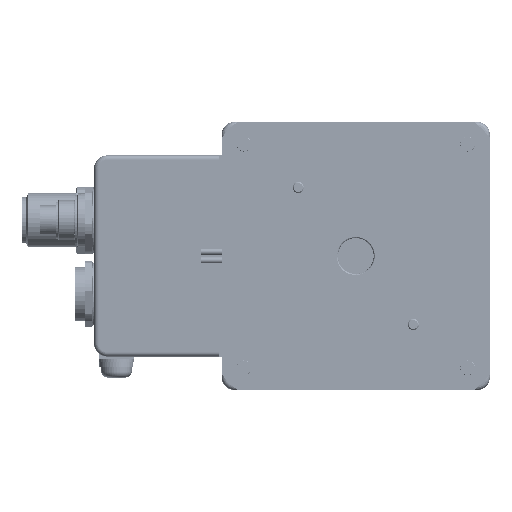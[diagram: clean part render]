
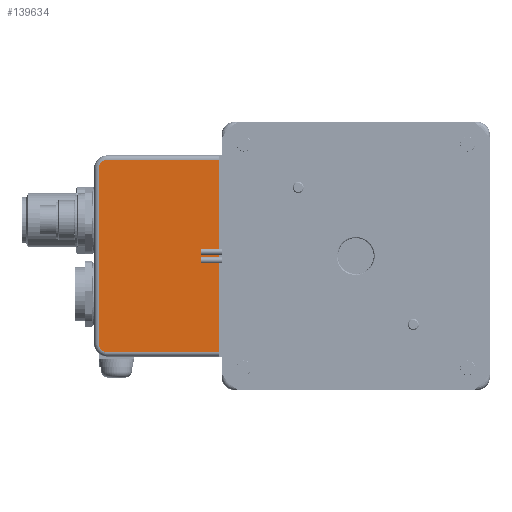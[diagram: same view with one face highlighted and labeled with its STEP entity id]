
A CAD part, left-side view. The second image highlights one B-rep face of the part: STEP entity #139634.
In plain terms, the highlighted planar face has unit normal (-1, 0, 0).
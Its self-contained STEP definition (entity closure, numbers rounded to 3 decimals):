
#2330 = LINE ( 'NONE', #176688, #119939 ) ;
#2695 = CARTESIAN_POINT ( 'NONE',  ( -47., 60.5, -8.5 ) ) ;
#3830 = VERTEX_POINT ( 'NONE', #2695 ) ;
#4063 = DIRECTION ( 'NONE',  ( -1., 0., 0. ) ) ;
#5732 = EDGE_CURVE ( 'NONE', #56414, #173833, #26928, .T. ) ;
#10489 = CARTESIAN_POINT ( 'NONE',  ( -47., 60.5, -51.5 ) ) ;
#12732 = ORIENTED_EDGE ( 'NONE', *, *, #66989, .T. ) ;
#14210 = DIRECTION ( 'NONE',  ( -1., 0., 0. ) ) ;
#14935 = CARTESIAN_POINT ( 'NONE',  ( -47., 0., -51.5 ) ) ;
#15335 = EDGE_CURVE ( 'NONE', #159842, #23630, #107049, .T. ) ;
#18179 = VECTOR ( 'NONE', #55330, 1000. ) ;
#23137 = ORIENTED_EDGE ( 'NONE', *, *, #168342, .T. ) ;
#23630 = VERTEX_POINT ( 'NONE', #92309 ) ;
#26928 = LINE ( 'NONE', #14935, #123072 ) ;
#27318 = CARTESIAN_POINT ( 'NONE',  ( -47., 60.5, 0. ) ) ;
#31996 = VERTEX_POINT ( 'NONE', #75105 ) ;
#32100 = VECTOR ( 'NONE', #40130, 1000. ) ;
#33033 = AXIS2_PLACEMENT_3D ( 'NONE', #151018, #14210, #160042 ) ;
#37372 = EDGE_CURVE ( 'NONE', #23630, #56414, #122880, .T. ) ;
#40130 = DIRECTION ( 'NONE',  ( 0., 0., -1. ) ) ;
#55330 = DIRECTION ( 'NONE',  ( 0., 0., -1. ) ) ;
#56414 = VERTEX_POINT ( 'NONE', #93973 ) ;
#57326 = AXIS2_PLACEMENT_3D ( 'NONE', #73247, #4063, #155202 ) ;
#63657 = DIRECTION ( 'NONE',  ( 0., 0., -1. ) ) ;
#65189 = CARTESIAN_POINT ( 'NONE',  ( -47., 87.5, 0. ) ) ;
#66989 = EDGE_CURVE ( 'NONE', #3830, #31996, #2330, .T. ) ;
#73247 = CARTESIAN_POINT ( 'NONE',  ( -47., 85.5, -49.5 ) ) ;
#75105 = CARTESIAN_POINT ( 'NONE',  ( -47., 85.5, -8.5 ) ) ;
#81190 = ORIENTED_EDGE ( 'NONE', *, *, #15335, .T. ) ;
#86486 = ORIENTED_EDGE ( 'NONE', *, *, #5732, .T. ) ;
#92309 = CARTESIAN_POINT ( 'NONE',  ( -47., 87.5, -49.5 ) ) ;
#92322 = ORIENTED_EDGE ( 'NONE', *, *, #109466, .F. ) ;
#93973 = CARTESIAN_POINT ( 'NONE',  ( -47., 85.5, -51.5 ) ) ;
#96182 = DIRECTION ( 'NONE',  ( 0., -1., 0. ) ) ;
#100119 = CARTESIAN_POINT ( 'NONE',  ( -47., 87.5, -10.5 ) ) ;
#107049 = LINE ( 'NONE', #65189, #32100 ) ;
#109056 = DIRECTION ( 'NONE',  ( 0., 1., 0. ) ) ;
#109466 = EDGE_CURVE ( 'NONE', #3830, #173833, #152909, .T. ) ;
#109807 = FACE_OUTER_BOUND ( 'NONE', #134568, .T. ) ;
#118794 = AXIS2_PLACEMENT_3D ( 'NONE', #174911, #146739, #63657 ) ;
#119939 = VECTOR ( 'NONE', #109056, 1000. ) ;
#122880 = CIRCLE ( 'NONE', #57326, 2. ) ;
#123072 = VECTOR ( 'NONE', #96182, 1000. ) ;
#132414 = PLANE ( 'NONE',  #118794 ) ;
#134568 = EDGE_LOOP ( 'NONE', ( #92322, #12732, #23137, #81190, #171128, #86486 ) ) ;
#139634 = ADVANCED_FACE ( 'NONE', ( #109807 ), #132414, .F. ) ;
#146739 = DIRECTION ( 'NONE',  ( 1., 0., 0. ) ) ;
#151018 = CARTESIAN_POINT ( 'NONE',  ( -47., 85.5, -10.5 ) ) ;
#152909 = LINE ( 'NONE', #27318, #18179 ) ;
#155202 = DIRECTION ( 'NONE',  ( 0., 0., -1. ) ) ;
#159842 = VERTEX_POINT ( 'NONE', #100119 ) ;
#160042 = DIRECTION ( 'NONE',  ( 0., 0., -1. ) ) ;
#163713 = CIRCLE ( 'NONE', #33033, 2. ) ;
#168342 = EDGE_CURVE ( 'NONE', #31996, #159842, #163713, .T. ) ;
#171128 = ORIENTED_EDGE ( 'NONE', *, *, #37372, .T. ) ;
#173833 = VERTEX_POINT ( 'NONE', #10489 ) ;
#174911 = CARTESIAN_POINT ( 'NONE',  ( -47., 0., 0. ) ) ;
#176688 = CARTESIAN_POINT ( 'NONE',  ( -47., 85.5, -8.5 ) ) ;
